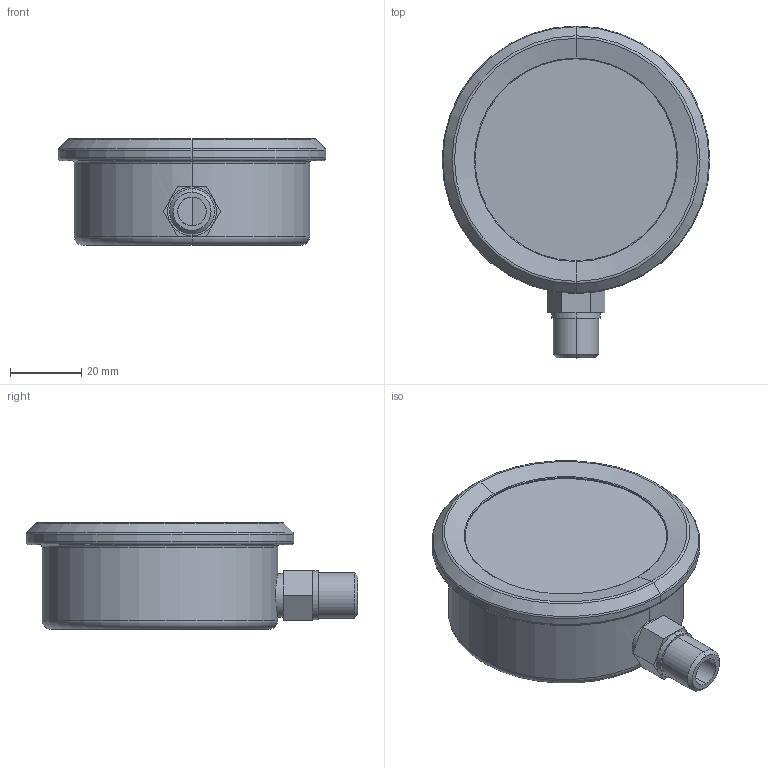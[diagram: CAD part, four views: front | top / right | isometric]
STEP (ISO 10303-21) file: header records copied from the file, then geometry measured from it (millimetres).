
FILE_DESCRIPTION (( 'STEP AP214' ), '1' );
FILE_NAME ('憶溘啪檜雖.STEP', '2021-02-24T02:24:42', ( '' ), ( '' ), 'SwSTEP 2.0', 'SolidWorks 2020', '' );
FILE_SCHEMA (( 'AUTOMOTIVE_DESIGN' ));
Length unit declared in the file: millimetre
Products named in the file (1): 憶溘啪檜雖
Bounding box: 75 x 93 x 29.9 mm (x, y, z)
Volume: 71259.2 mm3; surface area: 30295 mm2
Topology: 3 solids, 3 shells, 628 faces, 1663 edges, 1101 vertices
Faces by surface type: plane 366, bspline 188, cylinder 54, torus 14, cone 6
Entity records: 36711 total; most frequent: CARTESIAN_POINT 15485, ORIENTED_EDGE 3326, DIRECTION 2332, EDGE_CURVE 1663, VECTOR 1116, LINE 1116, VERTEX_POINT 1101, EDGE_LOOP 688
